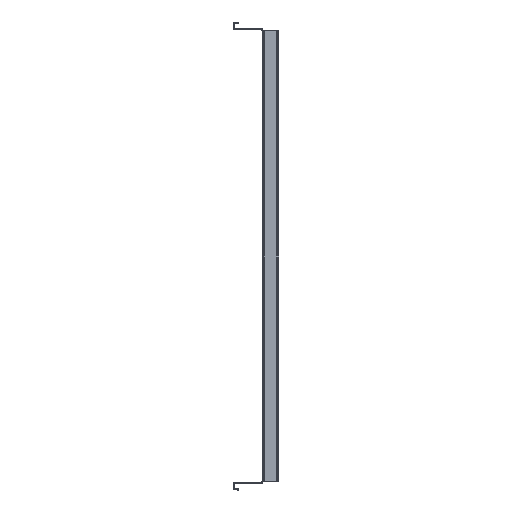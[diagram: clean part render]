
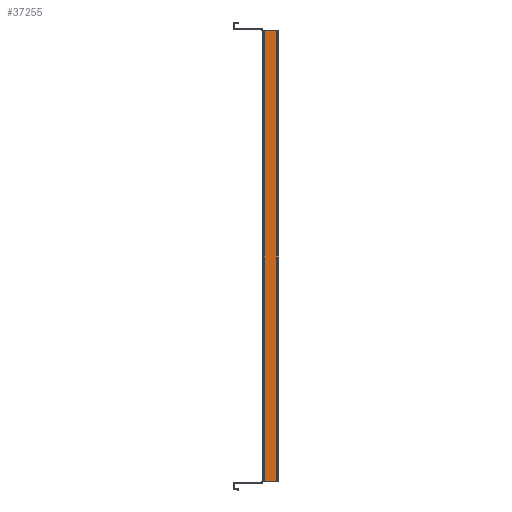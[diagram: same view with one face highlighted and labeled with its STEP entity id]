
A CAD part, left-side view. The second image highlights one B-rep face of the part: STEP entity #37255.
In plain terms, the highlighted planar face has unit normal (-1, 0, 0).
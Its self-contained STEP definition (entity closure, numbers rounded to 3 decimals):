
#525 = VECTOR ( 'NONE', #21596, 1000. ) ;
#1658 = ORIENTED_EDGE ( 'NONE', *, *, #15557, .T. ) ;
#3532 = CARTESIAN_POINT ( 'NONE',  ( -580., -29., 443. ) ) ;
#4160 = DIRECTION ( 'NONE',  ( 0., 1., 0. ) ) ;
#6500 = CARTESIAN_POINT ( 'NONE',  ( -580., -4., -443. ) ) ;
#6568 = CARTESIAN_POINT ( 'NONE',  ( -580., -29., -443. ) ) ;
#7002 = LINE ( 'NONE', #11233, #45933 ) ;
#9306 = VERTEX_POINT ( 'NONE', #3532 ) ;
#9589 = EDGE_CURVE ( 'NONE', #45437, #41639, #20448, .T. ) ;
#9668 = CARTESIAN_POINT ( 'NONE',  ( -580., 0., 0. ) ) ;
#9908 = DIRECTION ( 'NONE',  ( 0., 0., -1. ) ) ;
#11233 = CARTESIAN_POINT ( 'NONE',  ( -580., 0., 443. ) ) ;
#11272 = AXIS2_PLACEMENT_3D ( 'NONE', #9668, #30388, #23998 ) ;
#13198 = PLANE ( 'NONE',  #11272 ) ;
#13208 = EDGE_CURVE ( 'NONE', #9306, #17268, #7002, .T. ) ;
#14748 = VECTOR ( 'NONE', #9908, 1000. ) ;
#15557 = EDGE_CURVE ( 'NONE', #41639, #9306, #39960, .T. ) ;
#16044 = FACE_OUTER_BOUND ( 'NONE', #37315, .T. ) ;
#16913 = ORIENTED_EDGE ( 'NONE', *, *, #13208, .T. ) ;
#17268 = VERTEX_POINT ( 'NONE', #19170 ) ;
#19170 = CARTESIAN_POINT ( 'NONE',  ( -580., -4., 443. ) ) ;
#20448 = LINE ( 'NONE', #24194, #43372 ) ;
#21596 = DIRECTION ( 'NONE',  ( 0., 0., 1. ) ) ;
#23998 = DIRECTION ( 'NONE',  ( 0., 0., 1. ) ) ;
#24194 = CARTESIAN_POINT ( 'NONE',  ( -580., 0., -443. ) ) ;
#24229 = EDGE_CURVE ( 'NONE', #17268, #45437, #27783, .T. ) ;
#27783 = LINE ( 'NONE', #42121, #14748 ) ;
#30388 = DIRECTION ( 'NONE',  ( -1., 0., 0. ) ) ;
#31961 = CARTESIAN_POINT ( 'NONE',  ( -580., -29., -443. ) ) ;
#35636 = ORIENTED_EDGE ( 'NONE', *, *, #24229, .T. ) ;
#37255 = ADVANCED_FACE ( 'NONE', ( #16044 ), #13198, .T. ) ;
#37315 = EDGE_LOOP ( 'NONE', ( #42161, #1658, #16913, #35636 ) ) ;
#38562 = DIRECTION ( 'NONE',  ( 0., -1., 0. ) ) ;
#39960 = LINE ( 'NONE', #31961, #525 ) ;
#41639 = VERTEX_POINT ( 'NONE', #6568 ) ;
#42121 = CARTESIAN_POINT ( 'NONE',  ( -580., -4., 0. ) ) ;
#42161 = ORIENTED_EDGE ( 'NONE', *, *, #9589, .T. ) ;
#43372 = VECTOR ( 'NONE', #38562, 1000. ) ;
#45437 = VERTEX_POINT ( 'NONE', #6500 ) ;
#45933 = VECTOR ( 'NONE', #4160, 1000. ) ;
